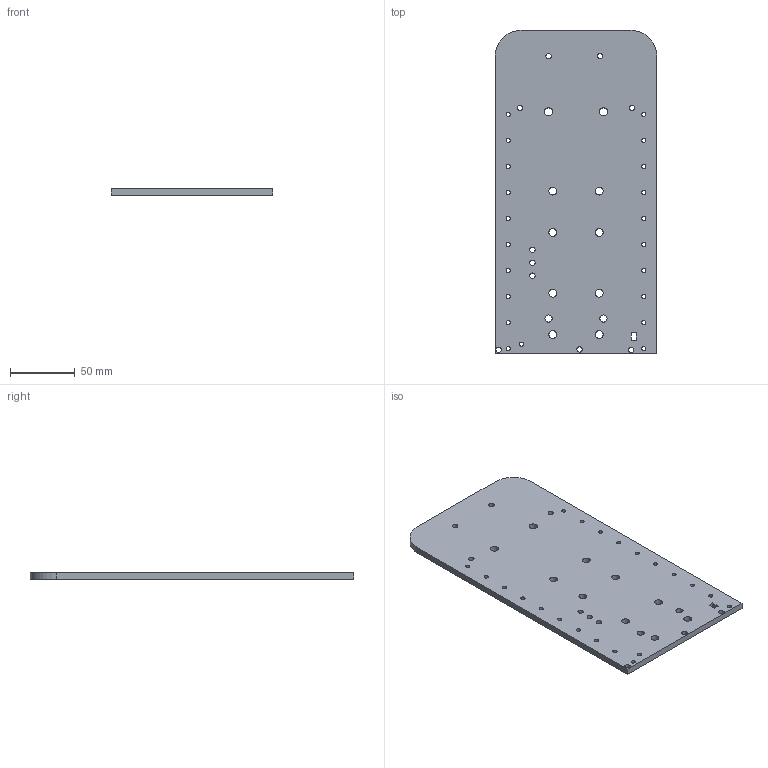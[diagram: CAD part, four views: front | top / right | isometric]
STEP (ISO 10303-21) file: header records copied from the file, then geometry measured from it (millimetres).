
FILE_DESCRIPTION(/* description */ (''),/* implementation_level */ '2;1');
FILE_NAME(/* name */ 'z front plate stencil v1.step',/* time_stamp */ '2025-08-05T14:42:07-07:00',/* author */ (''),/* organization */ (''),/* preprocessor_version */ 'ST-DEVELOPER v20.1',/* originating_system */ 'Autodesk Translation Framework v14.10.0.0',/* authorisation */ '');
FILE_SCHEMA (('AUTOMOTIVE_DESIGN { 1 0 10303 214 3 1 1 }'));
Length unit declared in the file: inch
Products named in the file (2): z front plate stencil; Component1
Assembly tree (1 placements, depth 2):
  z front plate stencil
    Component1
Bounding box: 125 x 250.3 x 5 mm (x, y, z)
Volume: 152231.5 mm3; surface area: 67504.5 mm2
Topology: 1 solids, 1 shells, 55 faces, 159 edges, 106 vertices
Faces by surface type: cylinder 45, plane 10
Full cylindrical faces by diameter (mm): 3.2 x20, 3.4 x1, 4.2 x10, 5.5 x2, 6 x8, 6.35 x2
Entity records: 2094 total; most frequent: DIRECTION 365, CARTESIAN_POINT 323, ORIENTED_EDGE 318, EDGE_CURVE 159, AXIS2_PLACEMENT_3D 148, EDGE_LOOP 143, VERTEX_POINT 106, CIRCLE 90
